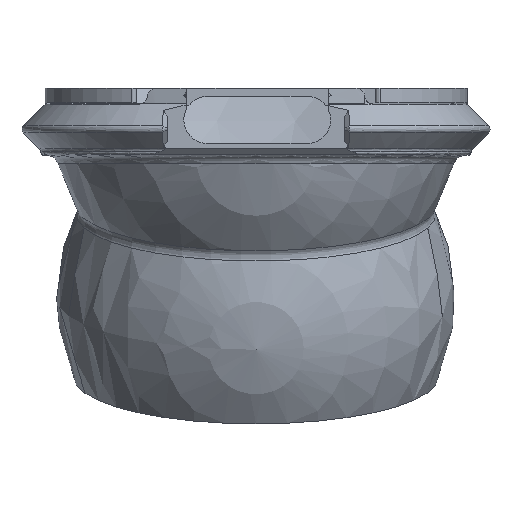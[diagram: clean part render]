
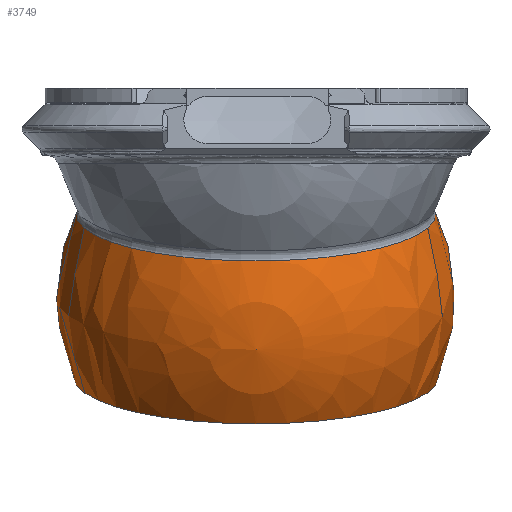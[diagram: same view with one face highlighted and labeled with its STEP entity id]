
A CAD part, top view. The second image highlights one B-rep face of the part: STEP entity #3749.
In plain terms, the highlighted spherical face has radius 26.2 mm.
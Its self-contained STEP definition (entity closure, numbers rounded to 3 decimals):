
#39=FACE_BOUND('',#662,.T.);
#40=FACE_BOUND('',#663,.T.);
#46=SPHERICAL_SURFACE('',#4062,26.2);
#212=CIRCLE('',#4052,23.602);
#215=CIRCLE('',#4056,20.434);
#219=CIRCLE('',#4063,26.2);
#220=CIRCLE('',#4064,23.919);
#446=FACE_OUTER_BOUND('',#661,.T.);
#661=EDGE_LOOP('',(#2860,#2861));
#662=EDGE_LOOP('',(#2862));
#663=EDGE_LOOP('',(#2863,#2864,#2865,#2866));
#1405=B_SPLINE_CURVE_WITH_KNOTS('',3,(#5946,#5947,#5948,#5949,#5950,#5951,
#5952,#5953,#5954,#5955,#5956),.UNSPECIFIED.,.F.,.F.,(4,1,1,1,1,1,1,1,4),
(-0.516,-0.499,-0.482,-0.465,
-0.457,-0.453,-0.448,-0.415,
-0.398),.UNSPECIFIED.);
#1407=B_SPLINE_CURVE_WITH_KNOTS('',3,(#6023,#6024,#6025,#6026,#6027,#6028,
#6029),.UNSPECIFIED.,.F.,.F.,(4,1,1,1,4),(-0.118,-0.084,
-0.051,-0.034,0.),.UNSPECIFIED.);
#1636=VERTEX_POINT('',#5858);
#1639=VERTEX_POINT('',#5863);
#1641=VERTEX_POINT('',#5944);
#1643=VERTEX_POINT('',#5970);
#1644=VERTEX_POINT('',#6042);
#1645=VERTEX_POINT('',#6043);
#1646=VERTEX_POINT('',#6045);
#2079=EDGE_CURVE('',#1639,#1636,#212,.T.);
#2081=EDGE_CURVE('',#1641,#1639,#1405,.T.);
#2084=EDGE_CURVE('',#1643,#1641,#215,.T.);
#2086=EDGE_CURVE('',#1636,#1643,#1407,.T.);
#2090=EDGE_CURVE('',#1644,#1645,#219,.T.);
#2091=EDGE_CURVE('',#1646,#1646,#220,.T.);
#2860=ORIENTED_EDGE('',*,*,#2090,.T.);
#2861=ORIENTED_EDGE('',*,*,#2090,.F.);
#2862=ORIENTED_EDGE('',*,*,#2091,.T.);
#2863=ORIENTED_EDGE('',*,*,#2079,.F.);
#2864=ORIENTED_EDGE('',*,*,#2081,.F.);
#2865=ORIENTED_EDGE('',*,*,#2084,.F.);
#2866=ORIENTED_EDGE('',*,*,#2086,.F.);
#3749=ADVANCED_FACE('',(#446,#39,#40),#46,.T.);
#4052=AXIS2_PLACEMENT_3D('',#5865,#4620,#4621);
#4056=AXIS2_PLACEMENT_3D('',#5972,#4628,#4629);
#4062=AXIS2_PLACEMENT_3D('',#6041,#4640,#4641);
#4063=AXIS2_PLACEMENT_3D('',#6044,#4642,#4643);
#4064=AXIS2_PLACEMENT_3D('',#6046,#4644,#4645);
#4620=DIRECTION('center_axis',(0.,0.966,0.259));
#4621=DIRECTION('ref_axis',(0.,-0.259,0.966));
#4628=DIRECTION('center_axis',(0.,1.,0.));
#4629=DIRECTION('ref_axis',(0.061,0.,-0.998));
#4640=DIRECTION('center_axis',(0.,-0.259,
0.966));
#4641=DIRECTION('ref_axis',(1.,0.,0.));
#4642=DIRECTION('center_axis',(0.,-0.966,
-0.259));
#4643=DIRECTION('ref_axis',(-1.,0.,0.));
#4644=DIRECTION('center_axis',(0.,0.966,0.259));
#4645=DIRECTION('ref_axis',(0.,-0.259,0.966));
#5858=CARTESIAN_POINT('',(11.446,53.185,-152.803));
#5863=CARTESIAN_POINT('',(-11.446,53.185,-152.803));
#5865=CARTESIAN_POINT('Origin',(0.,47.843,-132.865));
#5944=CARTESIAN_POINT('',(-10.479,53.254,-153.352));
#5946=CARTESIAN_POINT('Ctrl Pts',(-10.479,53.254,-153.352));
#5947=CARTESIAN_POINT('Ctrl Pts',(-10.523,53.254,-153.325));
#5948=CARTESIAN_POINT('Ctrl Pts',(-10.613,53.253,-153.272));
#5949=CARTESIAN_POINT('Ctrl Pts',(-10.758,53.248,-153.188));
#5950=CARTESIAN_POINT('Ctrl Pts',(-10.869,53.242,-153.124));
#5951=CARTESIAN_POINT('Ctrl Pts',(-10.953,53.236,-153.077));
#5952=CARTESIAN_POINT('Ctrl Pts',(-11.003,53.232,-153.048));
#5953=CARTESIAN_POINT('Ctrl Pts',(-11.13,53.222,-152.976));
#5954=CARTESIAN_POINT('Ctrl Pts',(-11.289,53.206,-152.888));
#5955=CARTESIAN_POINT('Ctrl Pts',(-11.4,53.192,-152.828));
#5956=CARTESIAN_POINT('Ctrl Pts',(-11.446,53.185,-152.803));
#5970=CARTESIAN_POINT('',(10.479,53.254,-153.352));
#5972=CARTESIAN_POINT('Origin',(0.,53.254,-135.809));
#6023=CARTESIAN_POINT('Ctrl Pts',(11.446,53.185,-152.803));
#6024=CARTESIAN_POINT('Ctrl Pts',(11.353,53.199,-152.853));
#6025=CARTESIAN_POINT('Ctrl Pts',(11.168,53.22,-152.955));
#6026=CARTESIAN_POINT('Ctrl Pts',(10.938,53.238,-153.085));
#6027=CARTESIAN_POINT('Ctrl Pts',(10.708,53.25,-153.217));
#6028=CARTESIAN_POINT('Ctrl Pts',(10.57,53.254,-153.297));
#6029=CARTESIAN_POINT('Ctrl Pts',(10.479,53.254,-153.352));
#6041=CARTESIAN_POINT('Origin',(0.,36.856,-135.809));
#6042=CARTESIAN_POINT('',(0.,30.075,-110.502));
#6043=CARTESIAN_POINT('',(0.,43.637,-161.116));
#6044=CARTESIAN_POINT('Origin',(0.,36.856,-135.809));
#6045=CARTESIAN_POINT('',(0.,32.72,-161.68));
#6046=CARTESIAN_POINT('Origin',(0.,26.529,-138.576));
